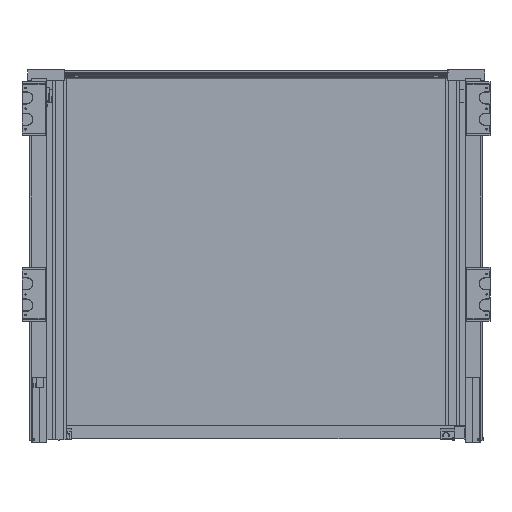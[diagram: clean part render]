
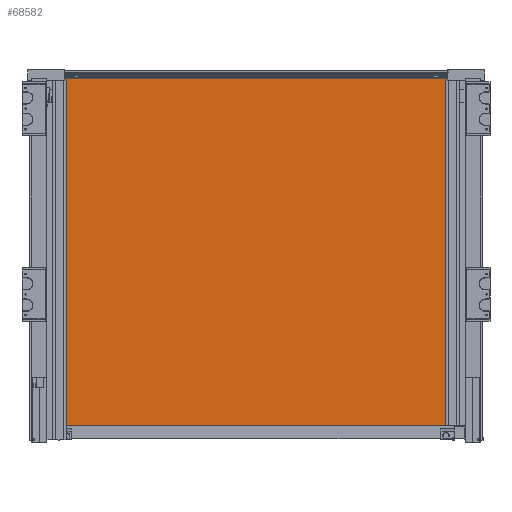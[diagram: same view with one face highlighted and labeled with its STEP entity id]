
A CAD part, front view. The second image highlights one B-rep face of the part: STEP entity #68582.
In plain terms, the highlighted planar face has unit normal (0, -1, 0).
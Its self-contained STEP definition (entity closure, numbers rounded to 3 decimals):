
#3977=FACE_OUTER_BOUND('',#7542,.T.);
#7542=EDGE_LOOP('',(#42703,#42704,#42705,#42706));
#11375=LINE('',#93549,#18792);
#11379=LINE('',#93557,#18796);
#11382=LINE('',#93563,#18799);
#11385=LINE('',#93568,#18802);
#18792=VECTOR('',#76883,1000.);
#18796=VECTOR('',#76889,1000.);
#18799=VECTOR('',#76894,1000.);
#18802=VECTOR('',#76899,1000.);
#26209=VERTEX_POINT('',#93547);
#26210=VERTEX_POINT('',#93548);
#26213=VERTEX_POINT('',#93556);
#26215=VERTEX_POINT('',#93562);
#32770=EDGE_CURVE('',#26209,#26210,#11375,.T.);
#32774=EDGE_CURVE('',#26210,#26213,#11379,.T.);
#32777=EDGE_CURVE('',#26213,#26215,#11382,.T.);
#32780=EDGE_CURVE('',#26215,#26209,#11385,.T.);
#42703=ORIENTED_EDGE('',*,*,#32770,.F.);
#42704=ORIENTED_EDGE('',*,*,#32780,.F.);
#42705=ORIENTED_EDGE('',*,*,#32777,.F.);
#42706=ORIENTED_EDGE('',*,*,#32774,.F.);
#62514=PLANE('',#72259);
#68582=ADVANCED_FACE('',(#3977),#62514,.T.);
#72259=AXIS2_PLACEMENT_3D('',#93571,#76903,#76904);
#76883=DIRECTION('',(0.,0.,-1.));
#76889=DIRECTION('',(-1.,0.,0.));
#76894=DIRECTION('',(0.,0.,1.));
#76899=DIRECTION('',(1.,0.,0.));
#76903=DIRECTION('center_axis',(0.,-1.,0.));
#76904=DIRECTION('ref_axis',(0.,0.,
-1.));
#93547=CARTESIAN_POINT('',(1240.977,1298.439,152.6));
#93548=CARTESIAN_POINT('',(1240.977,1298.439,-273.4));
#93549=CARTESIAN_POINT('',(1240.977,1298.439,152.6));
#93556=CARTESIAN_POINT('',(751.977,1298.439,-273.4));
#93557=CARTESIAN_POINT('',(751.977,1298.439,-273.4));
#93562=CARTESIAN_POINT('',(751.977,1298.439,152.6));
#93563=CARTESIAN_POINT('',(751.977,1298.439,152.6));
#93568=CARTESIAN_POINT('',(751.977,1298.439,152.6));
#93571=CARTESIAN_POINT('Origin',(996.477,1298.439,-60.4));
